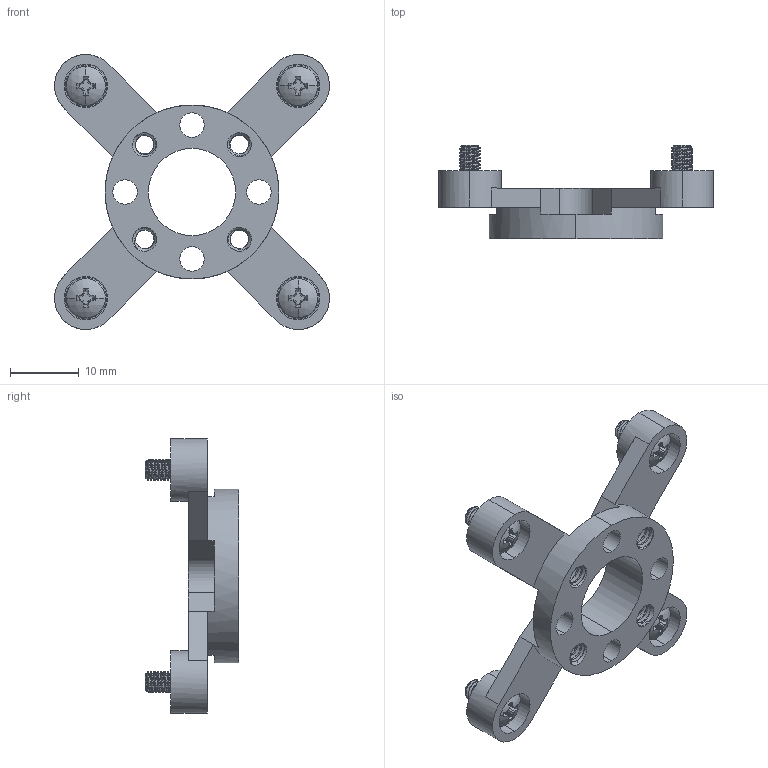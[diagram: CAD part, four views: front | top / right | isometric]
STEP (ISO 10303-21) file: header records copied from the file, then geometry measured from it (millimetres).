
FILE_DESCRIPTION (( 'STEP AP203' ), '1' );
FILE_NAME ('555152 assembly.STEP', '2017-07-03T15:41:49', ( '' ), ( '' ), 'SwSTEP 2.0', 'SolidWorks 2016', '' );
FILE_SCHEMA (( 'CONFIG_CONTROL_DESIGN' ));
Length unit declared in the file: inch
Products named in the file (3): 555152 assembly; 555152; 555152 screw_92005A116
Assembly tree (5 placements, depth 2):
  555152 assembly
    555152
    555152 screw_92005A116  x4
Bounding box: 40.13 x 13.62 x 40.13 mm (x, y, z)
Volume: 3696.9 mm3; surface area: 4678.4 mm2
Topology: 5 solids, 5 shells, 693 faces, 1977 edges, 1302 vertices
Faces by surface type: cylinder 477, plane 110, cone 62, bspline 20, torus 16, sphere 8
Entity records: 28241 total; most frequent: CARTESIAN_POINT 18973, ORIENTED_EDGE 2238, DIRECTION 1559, EDGE_CURVE 1119, VERTEX_POINT 735, AXIS2_PLACEMENT_3D 585, EDGE_LOOP 424, ADVANCED_FACE 393
